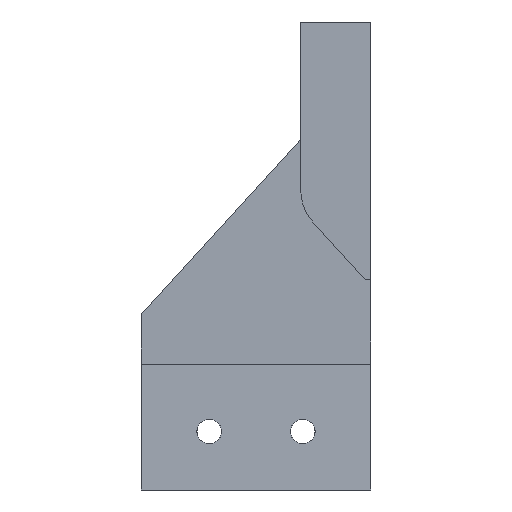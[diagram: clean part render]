
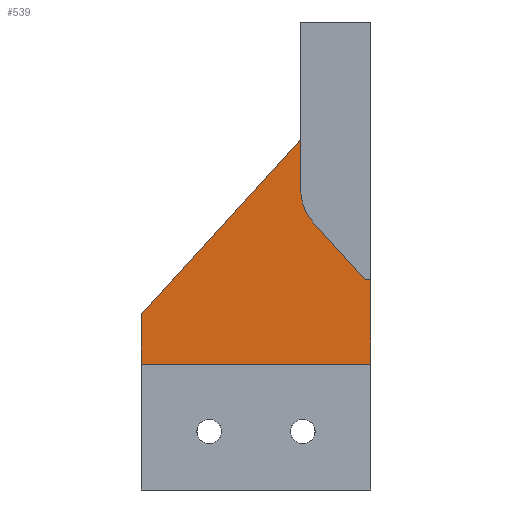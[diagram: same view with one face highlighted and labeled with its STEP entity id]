
A CAD part, front view. The second image highlights one B-rep face of the part: STEP entity #539.
In plain terms, the highlighted planar face has unit normal (0, -1, 0).
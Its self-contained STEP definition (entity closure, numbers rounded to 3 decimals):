
#25=CIRCLE('',#590,4.);
#52=FACE_OUTER_BOUND('',#87,.T.);
#87=EDGE_LOOP('',(#399,#400,#401,#402,#403,#404,#405,#406));
#124=LINE('',#801,#185);
#131=LINE('',#824,#192);
#136=LINE('',#833,#197);
#137=LINE('',#840,#198);
#138=LINE('',#842,#199);
#139=LINE('',#843,#200);
#140=LINE('',#844,#201);
#185=VECTOR('',#645,10.);
#192=VECTOR('',#666,10.);
#197=VECTOR('',#673,10.);
#198=VECTOR('',#680,10.);
#199=VECTOR('',#681,10.);
#200=VECTOR('',#682,10.);
#201=VECTOR('',#683,10.);
#242=VERTEX_POINT('',#789);
#247=VERTEX_POINT('',#799);
#252=VERTEX_POINT('',#810);
#253=VERTEX_POINT('',#812);
#256=VERTEX_POINT('',#823);
#259=VERTEX_POINT('',#831);
#262=VERTEX_POINT('',#839);
#263=VERTEX_POINT('',#841);
#298=EDGE_CURVE('',#242,#247,#124,.T.);
#303=EDGE_CURVE('',#252,#253,#25,.F.);
#309=EDGE_CURVE('',#253,#256,#131,.F.);
#314=EDGE_CURVE('',#259,#252,#136,.T.);
#317=EDGE_CURVE('',#259,#262,#137,.T.);
#318=EDGE_CURVE('',#262,#263,#138,.T.);
#319=EDGE_CURVE('',#263,#242,#139,.T.);
#320=EDGE_CURVE('',#256,#247,#140,.T.);
#399=ORIENTED_EDGE('',*,*,#314,.F.);
#400=ORIENTED_EDGE('',*,*,#317,.T.);
#401=ORIENTED_EDGE('',*,*,#318,.T.);
#402=ORIENTED_EDGE('',*,*,#319,.T.);
#403=ORIENTED_EDGE('',*,*,#298,.T.);
#404=ORIENTED_EDGE('',*,*,#320,.F.);
#405=ORIENTED_EDGE('',*,*,#309,.F.);
#406=ORIENTED_EDGE('',*,*,#303,.F.);
#516=PLANE('',#596);
#539=ADVANCED_FACE('',(#52),#516,.T.);
#590=AXIS2_PLACEMENT_3D('',#813,#655,#656);
#596=AXIS2_PLACEMENT_3D('',#838,#678,#679);
#645=DIRECTION('',(0.,0.,1.));
#655=DIRECTION('center_axis',(0.,1.,0.));
#656=DIRECTION('ref_axis',(-0.933,0.,-0.361));
#666=DIRECTION('',(-0.673,0.,0.74));
#673=DIRECTION('',(0.,0.,-1.));
#678=DIRECTION('center_axis',(0.,-1.,0.));
#679=DIRECTION('ref_axis',(0.,0.,-1.));
#680=DIRECTION('',(-0.673,0.,-0.74));
#681=DIRECTION('',(0.,0.,-1.));
#682=DIRECTION('',(1.,0.,0.));
#683=DIRECTION('',(1.,0.,0.));
#789=CARTESIAN_POINT('',(19.65,-4.7,-0.25));
#799=CARTESIAN_POINT('',(19.65,-4.7,7.));
#801=CARTESIAN_POINT('',(19.65,-4.7,-0.25));
#810=CARTESIAN_POINT('',(13.65,-4.7,14.592));
#812=CARTESIAN_POINT('',(14.691,-4.7,11.9));
#813=CARTESIAN_POINT('Origin',(17.65,-4.7,14.592));
#823=CARTESIAN_POINT('',(19.15,-4.7,7.));
#824=CARTESIAN_POINT('',(16.192,-4.7,10.251));
#831=CARTESIAN_POINT('',(13.65,-4.7,19.));
#833=CARTESIAN_POINT('',(13.65,-4.7,5.951));
#838=CARTESIAN_POINT('Origin',(9.825,-4.7,4.875));
#839=CARTESIAN_POINT('',(0.,-4.7,4.));
#840=CARTESIAN_POINT('',(13.65,-4.7,19.));
#841=CARTESIAN_POINT('',(0.,-4.7,-0.25));
#842=CARTESIAN_POINT('',(0.,-4.7,7.));
#843=CARTESIAN_POINT('',(0.,-4.7,-0.25));
#844=CARTESIAN_POINT('',(10.413,-4.7,7.));
